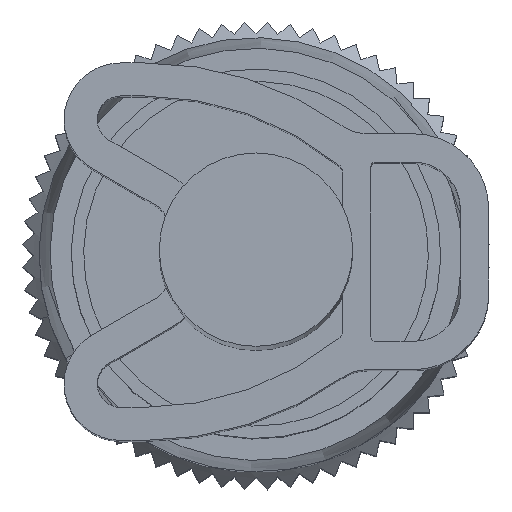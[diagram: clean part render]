
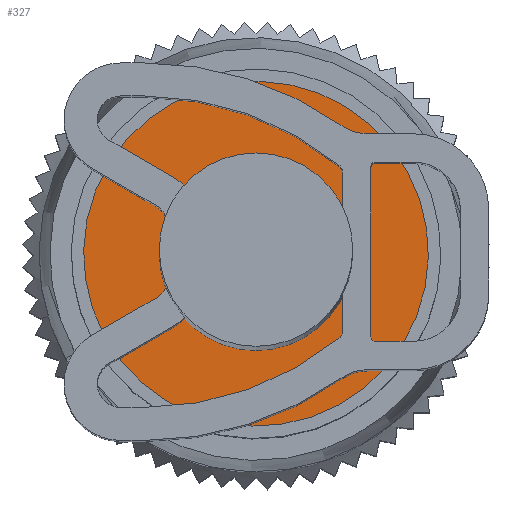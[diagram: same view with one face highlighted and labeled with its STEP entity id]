
A CAD part, top view. The second image highlights one B-rep face of the part: STEP entity #327.
In plain terms, the highlighted planar face has unit normal (0, 0, 1).
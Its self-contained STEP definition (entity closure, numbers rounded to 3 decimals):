
#234=AXIS2_PLACEMENT_3D('Plane Axis2P3D',#231,#232,#233) ;
#242=AXIS2_PLACEMENT_3D('Circle Axis2P3D',#240,#241,$) ;
#251=AXIS2_PLACEMENT_3D('Circle Axis2P3D',#249,#250,$) ;
#311=AXIS2_PLACEMENT_3D('Circle Axis2P3D',#309,#310,$) ;
#320=AXIS2_PLACEMENT_3D('Circle Axis2P3D',#318,#319,$) ;
#231=CARTESIAN_POINT('Axis2P3D Location',(8.607,4.953,31.4)) ;
#240=CARTESIAN_POINT('Axis2P3D Location',(4.953,4.953,31.4)) ;
#244=CARTESIAN_POINT('Vertex',(8.16,6.705,31.4)) ;
#246=CARTESIAN_POINT('Vertex',(1.747,3.202,31.4)) ;
#249=CARTESIAN_POINT('Axis2P3D Location',(4.953,4.953,31.4)) ;
#309=CARTESIAN_POINT('Axis2P3D Location',(4.953,4.953,31.4)) ;
#313=CARTESIAN_POINT('Vertex',(7.003,4.953,31.4)) ;
#315=CARTESIAN_POINT('Vertex',(2.903,4.953,31.4)) ;
#318=CARTESIAN_POINT('Axis2P3D Location',(4.953,4.953,31.4)) ;
#232=DIRECTION('Axis2P3D Direction',(0.,0.,1.)) ;
#233=DIRECTION('Axis2P3D XDirection',(1.,0.,0.)) ;
#241=DIRECTION('Axis2P3D Direction',(0.,0.,1.)) ;
#250=DIRECTION('Axis2P3D Direction',(0.,0.,1.)) ;
#310=DIRECTION('Axis2P3D Direction',(0.,0.,1.)) ;
#319=DIRECTION('Axis2P3D Direction',(0.,0.,1.)) ;
#306=ORIENTED_EDGE('',*,*,#248,.T.) ;
#307=ORIENTED_EDGE('',*,*,#253,.T.) ;
#324=ORIENTED_EDGE('',*,*,#317,.F.) ;
#325=ORIENTED_EDGE('',*,*,#322,.F.) ;
#326=FACE_BOUND('',#323,.T.) ;
#327=ADVANCED_FACE('Hauptk\X2\00F6\X0\rper',(#308,#326),#235,.T.) ;
#243=CIRCLE('generated circle',#242,3.654) ;
#252=CIRCLE('generated circle',#251,3.654) ;
#312=CIRCLE('generated circle',#311,2.05) ;
#321=CIRCLE('generated circle',#320,2.05) ;
#248=EDGE_CURVE('',#245,#247,#243,.T.) ;
#253=EDGE_CURVE('',#247,#245,#252,.T.) ;
#317=EDGE_CURVE('',#314,#316,#312,.T.) ;
#322=EDGE_CURVE('',#316,#314,#321,.T.) ;
#305=EDGE_LOOP('',(#306,#307)) ;
#323=EDGE_LOOP('',(#324,#325)) ;
#308=FACE_OUTER_BOUND('',#305,.T.) ;
#235=PLANE('',#234) ;
#245=VERTEX_POINT('',#244) ;
#247=VERTEX_POINT('',#246) ;
#314=VERTEX_POINT('',#313) ;
#316=VERTEX_POINT('',#315) ;
